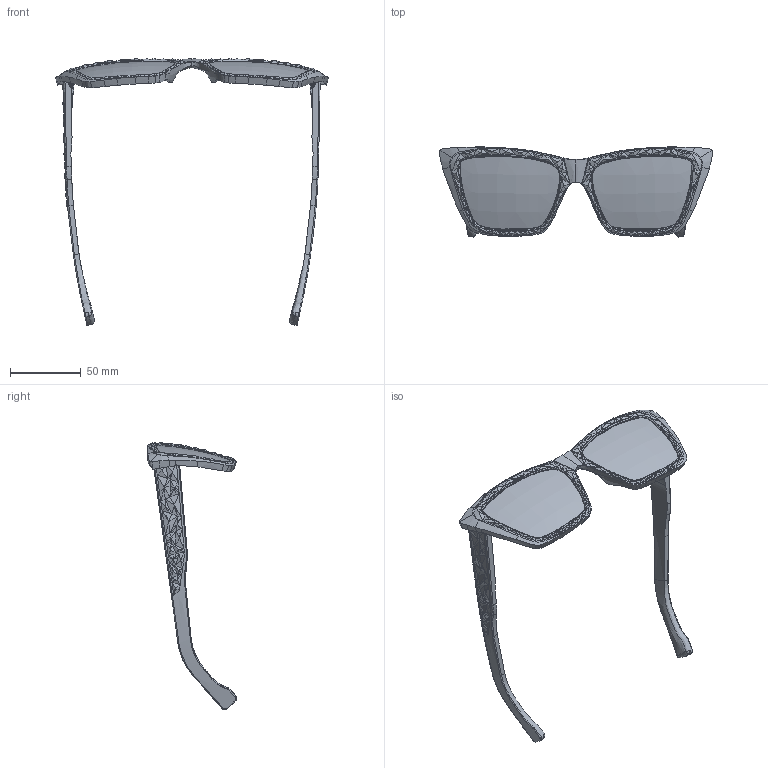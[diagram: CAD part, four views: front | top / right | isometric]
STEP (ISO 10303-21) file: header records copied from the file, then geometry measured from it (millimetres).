
FILE_DESCRIPTION(('FreeCAD Model'),'2;1');
FILE_NAME('Open CASCADE Shape Model','2025-05-04T03:13:26',('FreeCAD'),( 'FreeCAD'),'Open CASCADE STEP processor 7.6','FreeCAD','Unknown');
FILE_SCHEMA(('AUTOMOTIVE_DESIGN { 1 0 10303 214 1 1 1 1 }'));
Products named in the file (1): Open CASCADE STEP translator 7.6 1
Bounding box: 193.66 x 63.54 x 189.12 mm (x, y, z)
Volume: 39451.4 mm3; surface area: 53080.1 mm2
Topology: 104 solids, 106 shells, 1202 faces, 3129 edges, 1743 vertices
Faces by surface type: bspline 1202
Entity records: 105738 total; most frequent: CARTESIAN_POINT 88130, ORIENTED_EDGE 5458, EDGE_CURVE 2744, B_SPLINE_CURVE_WITH_KNOTS 2672, VERTEX_POINT 1743, FACE_BOUND 1222, EDGE_LOOP 1222, ADVANCED_FACE 1202
